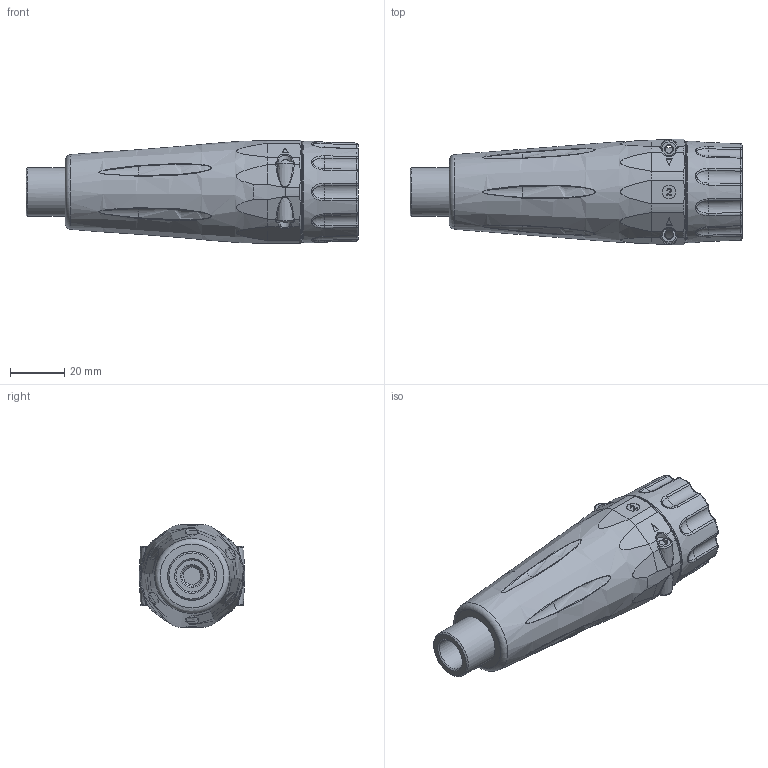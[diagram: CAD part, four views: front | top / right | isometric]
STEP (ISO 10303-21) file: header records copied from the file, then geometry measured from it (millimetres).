
FILE_DESCRIPTION(/* description */ ('Unknown'),/* implementation_level */ '2;1');
FILE_NAME(/* name */ '200075553_Schaumdüse_ST-75',/* time_stamp */ '2021-04-07T08:42:29+02:00',/* author */ ('Unknown'),/* organization */ ('Unknown'),/* preprocessor_version */ 'ST-DEVELOPER v16.7',/* originating_system */ 'Solid Edge',/* authorisation */ 'Unknown');
FILE_SCHEMA (('AUTOMOTIVE_DESIGN {1 0 10303 214 3 1 1}'));
Length unit declared in the file: millimetre
Products named in the file (1): 200075553_Schaumdüse_ST-75
Bounding box: 122.4 x 38.98 x 38 mm (x, y, z)
Volume: 91974.8 mm3; surface area: 19950.7 mm2
Topology: 1 solids, 3 shells, 724 faces, 1811 edges, 1152 vertices
Faces by surface type: plane 332, bspline 217, cylinder 70, cone 57, torus 47, sphere 1
Full cylindrical faces by diameter (mm): 3.3 x2, 4 x1, 5 x2, 7.5 x1, 11.82 x1, 13 x1, 18 x1, 37.5 x1
Entity records: 35414 total; most frequent: CARTESIAN_POINT 15198, ORIENTED_EDGE 3486, DIRECTION 2437, EDGE_CURVE 1743, VERTEX_POINT 1134, AXIS2_PLACEMENT_3D 890, EDGE_LOOP 835, FACE_BOUND 835
